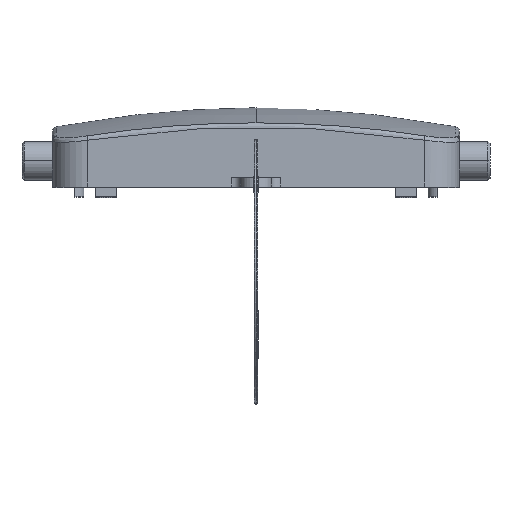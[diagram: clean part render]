
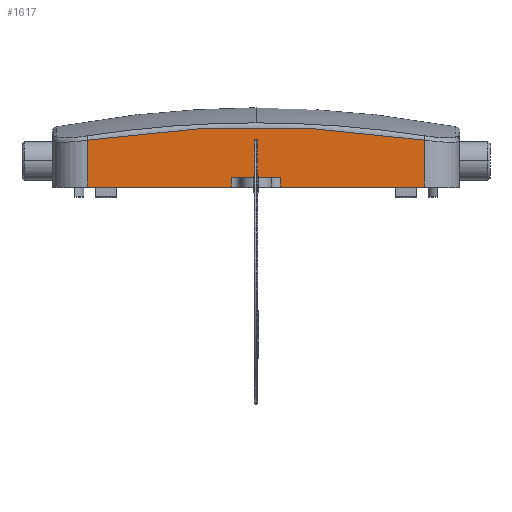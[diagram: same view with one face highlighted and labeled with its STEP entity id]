
A CAD part, top view. The second image highlights one B-rep face of the part: STEP entity #1617.
In plain terms, the highlighted planar face has unit normal (0, 0, 1).
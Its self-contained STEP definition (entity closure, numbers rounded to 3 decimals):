
#53 = VERTEX_POINT ( 'NONE', #7245 ) ;
#188 = VECTOR ( 'NONE', #5884, 1000. ) ;
#240 = CARTESIAN_POINT ( 'NONE',  ( -38., 0., 41.5 ) ) ;
#300 = CARTESIAN_POINT ( 'NONE',  ( 12.743, 13.529, 41.5 ) ) ;
#425 = EDGE_CURVE ( 'NONE', #6895, #53, #5676, .T. ) ;
#681 = CARTESIAN_POINT ( 'NONE',  ( -5.449, 0., 41.5 ) ) ;
#777 = VECTOR ( 'NONE', #2507, 1000. ) ;
#805 = VECTOR ( 'NONE', #1994, 1000. ) ;
#893 = CARTESIAN_POINT ( 'NONE',  ( -12.641, 13.29, 41.5 ) ) ;
#900 = EDGE_CURVE ( 'NONE', #6423, #6895, #1645, .T. ) ;
#906 = ORIENTED_EDGE ( 'NONE', *, *, #425, .T. ) ;
#926 = VERTEX_POINT ( 'NONE', #3759 ) ;
#1016 = DIRECTION ( 'NONE',  ( -1., 0., 0. ) ) ;
#1031 = VERTEX_POINT ( 'NONE', #3265 ) ;
#1085 = CARTESIAN_POINT ( 'NONE',  ( -38., 2.1, 41.5 ) ) ;
#1172 = CARTESIAN_POINT ( 'NONE',  ( 5.449, 0., 41.5 ) ) ;
#1193 = VERTEX_POINT ( 'NONE', #2647 ) ;
#1303 = DIRECTION ( 'NONE',  ( -1., 0., 0. ) ) ;
#1306 = DIRECTION ( 'NONE',  ( 0., 0., -1. ) ) ;
#1309 = ORIENTED_EDGE ( 'NONE', *, *, #4522, .F. ) ;
#1314 = CARTESIAN_POINT ( 'NONE',  ( -38., 20., 41.5 ) ) ;
#1356 = LINE ( 'NONE', #5210, #7398 ) ;
#1378 = PLANE ( 'NONE',  #2816 ) ;
#1425 = CARTESIAN_POINT ( 'NONE',  ( 38., 20., 41.5 ) ) ;
#1479 = VECTOR ( 'NONE', #7498, 1000. ) ;
#1482 = CARTESIAN_POINT ( 'NONE',  ( -31.694, 11.581, 41.5 ) ) ;
#1617 = ADVANCED_FACE ( 'NONE', ( #5389 ), #1378, .F. ) ;
#1645 = LINE ( 'NONE', #3809, #4393 ) ;
#1782 = ORIENTED_EDGE ( 'NONE', *, *, #900, .T. ) ;
#1804 = EDGE_CURVE ( 'NONE', #3853, #926, #4107, .T. ) ;
#1994 = DIRECTION ( 'NONE',  ( 0., -1., 0. ) ) ;
#2040 = VERTEX_POINT ( 'NONE', #240 ) ;
#2097 = ORIENTED_EDGE ( 'NONE', *, *, #3531, .T. ) ;
#2233 = EDGE_LOOP ( 'NONE', ( #4892, #7479, #3425, #2097, #4422, #4753, #1309, #1782, #906 ) ) ;
#2278 = VERTEX_POINT ( 'NONE', #681 ) ;
#2507 = DIRECTION ( 'NONE',  ( 0., -1., 0. ) ) ;
#2647 = CARTESIAN_POINT ( 'NONE',  ( 38., 10.612, 41.5 ) ) ;
#2816 = AXIS2_PLACEMENT_3D ( 'NONE', #1314, #1306, #1303 ) ;
#3206 = CARTESIAN_POINT ( 'NONE',  ( 38., 10.612, 41.5 ) ) ;
#3265 = CARTESIAN_POINT ( 'NONE',  ( -38., 10.612, 41.5 ) ) ;
#3425 = ORIENTED_EDGE ( 'NONE', *, *, #7494, .T. ) ;
#3508 = EDGE_CURVE ( 'NONE', #2278, #926, #3950, .T. ) ;
#3531 = EDGE_CURVE ( 'NONE', #2040, #2278, #1356, .T. ) ;
#3571 = CARTESIAN_POINT ( 'NONE',  ( 5.449, 2.1, 41.5 ) ) ;
#3759 = CARTESIAN_POINT ( 'NONE',  ( -5.449, 2.1, 41.5 ) ) ;
#3787 = DIRECTION ( 'NONE',  ( 0., -1., 0. ) ) ;
#3809 = CARTESIAN_POINT ( 'NONE',  ( 5.449, 20., 41.5 ) ) ;
#3821 = EDGE_CURVE ( 'NONE', #1193, #53, #5481, .T. ) ;
#3853 = VERTEX_POINT ( 'NONE', #4950 ) ;
#3950 = LINE ( 'NONE', #5182, #6884 ) ;
#4040 = DIRECTION ( 'NONE',  ( 0., 1., 0. ) ) ;
#4107 = LINE ( 'NONE', #1085, #7040 ) ;
#4393 = VECTOR ( 'NONE', #3787, 1000. ) ;
#4397 = CARTESIAN_POINT ( 'NONE',  ( -6.286, 13.533, 41.5 ) ) ;
#4422 = ORIENTED_EDGE ( 'NONE', *, *, #3508, .T. ) ;
#4522 = EDGE_CURVE ( 'NONE', #6423, #3853, #4987, .T. ) ;
#4617 = DIRECTION ( 'NONE',  ( 1., 0., 0. ) ) ;
#4753 = ORIENTED_EDGE ( 'NONE', *, *, #1804, .F. ) ;
#4873 = CARTESIAN_POINT ( 'NONE',  ( 25.39, 12.549, 41.5 ) ) ;
#4892 = ORIENTED_EDGE ( 'NONE', *, *, #3821, .F. ) ;
#4950 = CARTESIAN_POINT ( 'NONE',  ( 0., 2.1, 41.5 ) ) ;
#4976 = CARTESIAN_POINT ( 'NONE',  ( -25.362, 12.312, 41.5 ) ) ;
#4987 = LINE ( 'NONE', #5183, #1479 ) ;
#5182 = CARTESIAN_POINT ( 'NONE',  ( -5.449, 20., 41.5 ) ) ;
#5183 = CARTESIAN_POINT ( 'NONE',  ( -38., 2.1, 41.5 ) ) ;
#5210 = CARTESIAN_POINT ( 'NONE',  ( -38., 0., 41.5 ) ) ;
#5253 = LINE ( 'NONE', #6036, #777 ) ;
#5389 = FACE_OUTER_BOUND ( 'NONE', #2233, .T. ) ;
#5481 = LINE ( 'NONE', #1425, #805 ) ;
#5565 = EDGE_CURVE ( 'NONE', #1193, #1031, #7558, .T. ) ;
#5586 = CARTESIAN_POINT ( 'NONE',  ( -38., 10.612, 41.5 ) ) ;
#5676 = LINE ( 'NONE', #5886, #188 ) ;
#5884 = DIRECTION ( 'NONE',  ( 1., 0., 0. ) ) ;
#5886 = CARTESIAN_POINT ( 'NONE',  ( -38., 0., 41.5 ) ) ;
#6036 = CARTESIAN_POINT ( 'NONE',  ( -38., 20., 41.5 ) ) ;
#6423 = VERTEX_POINT ( 'NONE', #3571 ) ;
#6884 = VECTOR ( 'NONE', #4040, 1000. ) ;
#6895 = VERTEX_POINT ( 'NONE', #1172 ) ;
#7040 = VECTOR ( 'NONE', #1016, 1000. ) ;
#7245 = CARTESIAN_POINT ( 'NONE',  ( 38., 0., 41.5 ) ) ;
#7398 = VECTOR ( 'NONE', #4617, 1000. ) ;
#7479 = ORIENTED_EDGE ( 'NONE', *, *, #5565, .T. ) ;
#7494 = EDGE_CURVE ( 'NONE', #1031, #2040, #5253, .T. ) ;
#7498 = DIRECTION ( 'NONE',  ( -1., 0., 0. ) ) ;
#7558 = B_SPLINE_CURVE_WITH_KNOTS ( 'NONE', 3,
 ( #3206, #4873, #300, #4397, #893, #4976, #1482, #5586 ),
 .UNSPECIFIED., .F., .F.,
 ( 4, 2, 2, 4 ),
 ( 0., 0.038, 0.057, 0.076 ),
 .UNSPECIFIED. ) ;
